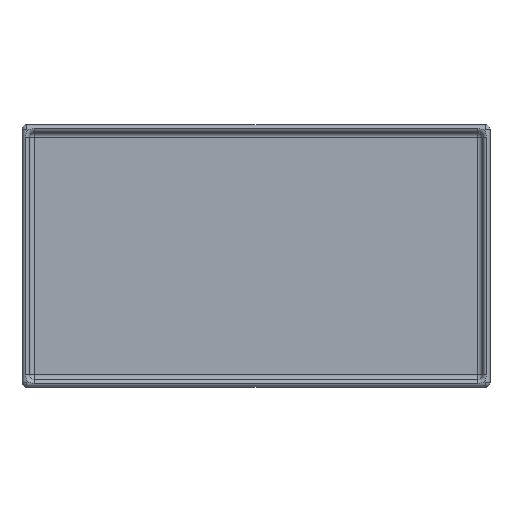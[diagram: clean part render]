
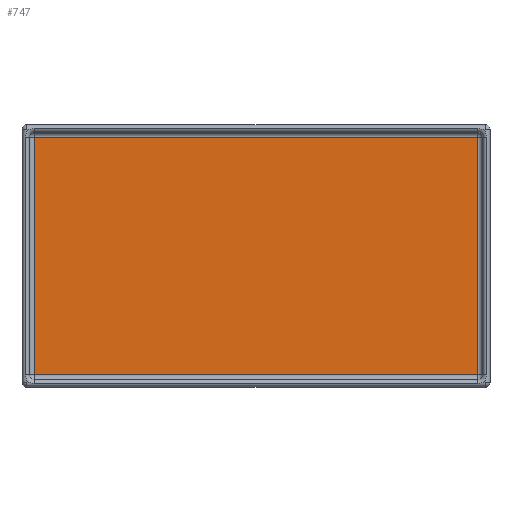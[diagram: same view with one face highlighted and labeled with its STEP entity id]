
A CAD part, top view. The second image highlights one B-rep face of the part: STEP entity #747.
In plain terms, the highlighted planar face has unit normal (0, 0, 1).
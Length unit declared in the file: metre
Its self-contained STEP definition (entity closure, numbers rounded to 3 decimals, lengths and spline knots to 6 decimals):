
#160=ORIENTED_EDGE('',*,*,#384,.T.);
#161=ORIENTED_EDGE('',*,*,#385,.T.);
#162=ORIENTED_EDGE('',*,*,#386,.T.);
#163=ORIENTED_EDGE('',*,*,#387,.T.);
#384=EDGE_CURVE('',#496,#497,#552,.F.);
#385=EDGE_CURVE('',#497,#498,#553,.T.);
#386=EDGE_CURVE('',#498,#499,#554,.T.);
#387=EDGE_CURVE('',#499,#496,#555,.F.);
#496=VERTEX_POINT('',#1285);
#497=VERTEX_POINT('',#1286);
#498=VERTEX_POINT('',#1288);
#499=VERTEX_POINT('',#1290);
#552=LINE('',#1284,#604);
#553=LINE('',#1287,#605);
#554=LINE('',#1289,#606);
#555=LINE('',#1291,#607);
#604=VECTOR('',#989,1.);
#605=VECTOR('',#990,1.);
#606=VECTOR('',#991,1.);
#607=VECTOR('',#992,1.);
#625=EDGE_LOOP('',(#160,#161,#162,#163));
#679=FACE_BOUND('',#625,.T.);
#733=PLANE('',#818);
#747=ADVANCED_FACE('',(#679),#733,.T.);
#818=AXIS2_PLACEMENT_3D('',#1283,#987,#988);
#987=DIRECTION('',(0.,0.,1.));
#988=DIRECTION('',(1.,0.,0.));
#989=DIRECTION('',(1.,0.,0.));
#990=DIRECTION('',(0.,-1.,0.));
#991=DIRECTION('',(1.,0.,0.));
#992=DIRECTION('',(0.,-1.,0.));
#1283=CARTESIAN_POINT('',(-0.070072,0.048934,0.004));
#1284=CARTESIAN_POINT('',(-0.070072,0.112434,0.004));
#1285=CARTESIAN_POINT('',(0.048428,0.112434,0.004));
#1286=CARTESIAN_POINT('',(-0.188572,0.112434,0.004));
#1287=CARTESIAN_POINT('',(-0.188572,-0.017066,0.004));
#1288=CARTESIAN_POINT('',(-0.188572,-0.014566,0.004));
#1289=CARTESIAN_POINT('',(0.050928,-0.014566,0.004));
#1290=CARTESIAN_POINT('',(0.048428,-0.014566,0.004));
#1291=CARTESIAN_POINT('',(0.048428,0.048934,0.004));
